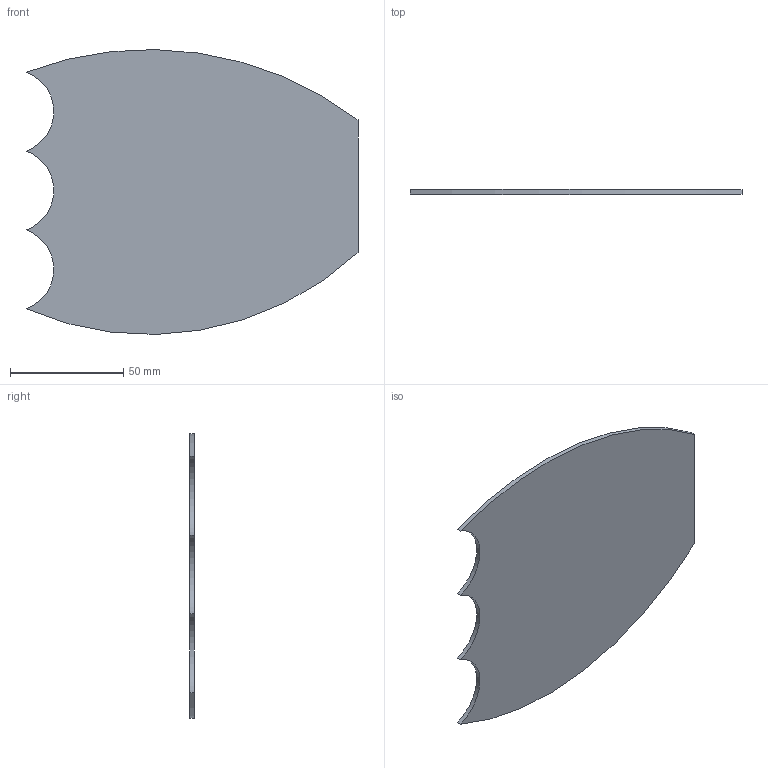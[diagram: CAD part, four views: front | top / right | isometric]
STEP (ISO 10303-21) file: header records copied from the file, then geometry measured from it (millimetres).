
FILE_DESCRIPTION((''),'2;1');
FILE_NAME('FINS','2020-11-08T18:00:41',('NX DESIGN'),(''),'CREO PARAMETRIC BY PTC INC, 2020053','CREO PARAMETRIC BY PTC INC, 2020053','');
FILE_SCHEMA(('CONFIG_CONTROL_DESIGN'));
Length unit declared in the file: millimetre
Products named in the file (1): FINS
Bounding box: 146.62 x 2 x 125.79 mm (x, y, z)
Volume: 30348.1 mm3; surface area: 31362 mm2
Topology: 1 solids, 1 shells, 8 faces, 18 edges, 12 vertices
Faces by surface type: cylinder 5, plane 3
Entity records: 270 total; most frequent: DIRECTION 44, CARTESIAN_POINT 38, ORIENTED_EDGE 36, AXIS2_PLACEMENT_3D 18, EDGE_CURVE 18, VERTEX_POINT 12, CIRCLE 10, VECTOR 8
